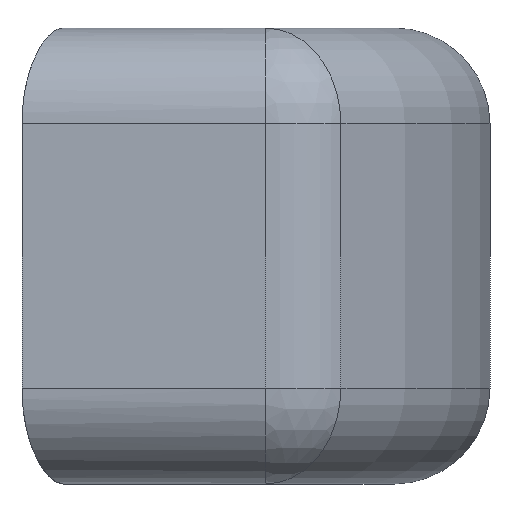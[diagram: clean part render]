
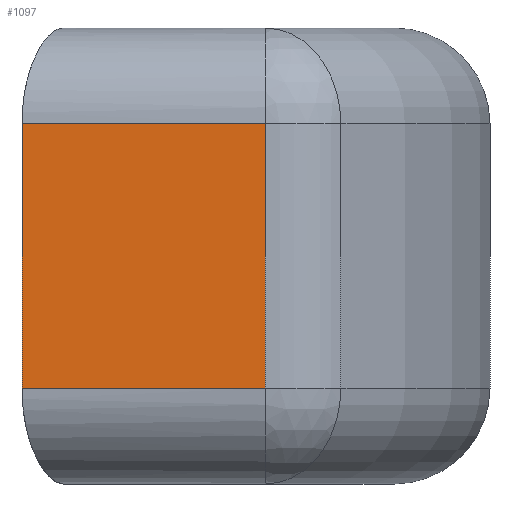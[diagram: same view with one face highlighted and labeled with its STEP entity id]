
A CAD part, left-side view. The second image highlights one B-rep face of the part: STEP entity #1097.
In plain terms, the highlighted planar face has unit normal (-1, 0, 0).
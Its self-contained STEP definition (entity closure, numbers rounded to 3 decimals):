
#5 = ORIENTED_EDGE ( 'NONE', *, *, #773, .F. ) ;
#16 = LINE ( 'NONE', #572, #233 ) ;
#48 = DIRECTION ( 'NONE',  ( 0., 0., 1. ) ) ;
#57 = DIRECTION ( 'NONE',  ( 0., 1., 0. ) ) ;
#107 = ORIENTED_EDGE ( 'NONE', *, *, #409, .T. ) ;
#153 = ORIENTED_EDGE ( 'NONE', *, *, #1126, .T. ) ;
#171 = DIRECTION ( 'NONE',  ( 0., 0., 1. ) ) ;
#216 = LINE ( 'NONE', #1290, #989 ) ;
#220 = ORIENTED_EDGE ( 'NONE', *, *, #990, .T. ) ;
#233 = VECTOR ( 'NONE', #57, 1000. ) ;
#260 = CARTESIAN_POINT ( 'NONE',  ( -57., 31., 9.5 ) ) ;
#279 = DIRECTION ( 'NONE',  ( -1., 0., 0. ) ) ;
#299 = VERTEX_POINT ( 'NONE', #664 ) ;
#320 = VERTEX_POINT ( 'NONE', #260 ) ;
#344 = VECTOR ( 'NONE', #171, 1000. ) ;
#360 = DIRECTION ( 'NONE',  ( 0., 0., 1. ) ) ;
#403 = CARTESIAN_POINT ( 'NONE',  ( -57., 7., -12.5 ) ) ;
#409 = EDGE_CURVE ( 'NONE', #921, #320, #16, .T. ) ;
#459 = AXIS2_PLACEMENT_3D ( 'NONE', #462, #279, #48 ) ;
#462 = CARTESIAN_POINT ( 'NONE',  ( -57., 20., -15.5 ) ) ;
#572 = CARTESIAN_POINT ( 'NONE',  ( -57., 20., 9.5 ) ) ;
#595 = CARTESIAN_POINT ( 'NONE',  ( -57., 10.721, 9.5 ) ) ;
#664 = CARTESIAN_POINT ( 'NONE',  ( -57., 31., -12.5 ) ) ;
#666 = VERTEX_POINT ( 'NONE', #943 ) ;
#678 = CARTESIAN_POINT ( 'NONE',  ( -57., 10.721, -15.5 ) ) ;
#773 = EDGE_CURVE ( 'NONE', #299, #320, #216, .T. ) ;
#780 = PLANE ( 'NONE',  #459 ) ;
#783 = FACE_OUTER_BOUND ( 'NONE', #1161, .T. ) ;
#809 = DIRECTION ( 'NONE',  ( 0., -1., 0. ) ) ;
#861 = LINE ( 'NONE', #403, #1022 ) ;
#921 = VERTEX_POINT ( 'NONE', #595 ) ;
#943 = CARTESIAN_POINT ( 'NONE',  ( -57., 10.721, -12.5 ) ) ;
#989 = VECTOR ( 'NONE', #360, 1000. ) ;
#990 = EDGE_CURVE ( 'NONE', #299, #666, #861, .T. ) ;
#1022 = VECTOR ( 'NONE', #809, 1000. ) ;
#1097 = ADVANCED_FACE ( 'NONE', ( #783 ), #780, .T. ) ;
#1126 = EDGE_CURVE ( 'NONE', #666, #921, #1185, .T. ) ;
#1161 = EDGE_LOOP ( 'NONE', ( #5, #220, #153, #107 ) ) ;
#1185 = LINE ( 'NONE', #678, #344 ) ;
#1290 = CARTESIAN_POINT ( 'NONE',  ( -57., 31., -20.5 ) ) ;
